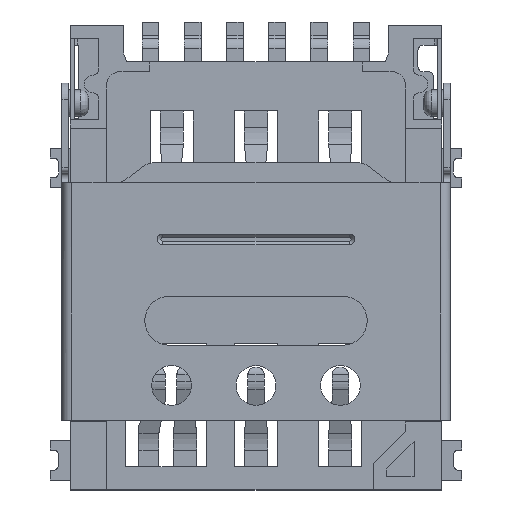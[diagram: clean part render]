
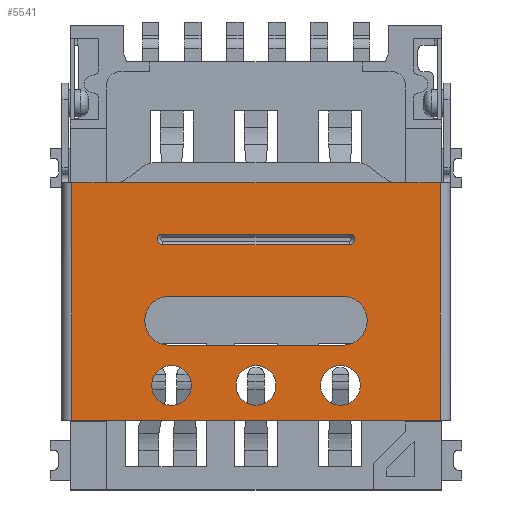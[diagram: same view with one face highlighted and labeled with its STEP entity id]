
A CAD part, top view. The second image highlights one B-rep face of the part: STEP entity #5541.
In plain terms, the highlighted planar face has unit normal (0, 0, 1).
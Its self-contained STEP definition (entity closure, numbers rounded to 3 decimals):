
#4338 = VERTEX_POINT('',#4339);
#4339 = CARTESIAN_POINT('',(-5.55,-4.9,1.4));
#4346 = EDGE_CURVE('',#4347,#4338,#4349,.T.);
#4347 = VERTEX_POINT('',#4348);
#4348 = CARTESIAN_POINT('',(5.55,-4.9,1.4));
#4349 = LINE('',#4350,#4351);
#4350 = CARTESIAN_POINT('',(5.55,-4.9,1.4));
#4351 = VECTOR('',#4352,1.);
#4352 = DIRECTION('',(-1.,0.,0.));
#4771 = EDGE_CURVE('',#4338,#4772,#4774,.T.);
#4772 = VERTEX_POINT('',#4773);
#4773 = CARTESIAN_POINT('',(-5.55,2.255,1.4));
#4774 = LINE('',#4775,#4776);
#4775 = CARTESIAN_POINT('',(-5.55,-4.9,1.4));
#4776 = VECTOR('',#4777,1.);
#4777 = DIRECTION('',(0.,1.,0.));
#5522 = VERTEX_POINT('',#5523);
#5523 = CARTESIAN_POINT('',(5.55,2.255,1.4));
#5530 = EDGE_CURVE('',#4347,#5522,#5531,.T.);
#5531 = LINE('',#5532,#5533);
#5532 = CARTESIAN_POINT('',(5.55,-4.9,1.4));
#5533 = VECTOR('',#5534,1.);
#5534 = DIRECTION('',(0.,1.,0.));
#5541 = ADVANCED_FACE('',(#5542,#5601,#5637,#5648,#5659,#5695),#5706,.T.
  );
#5542 = FACE_BOUND('',#5543,.T.);
#5543 = EDGE_LOOP('',(#5544,#5545,#5553,#5561,#5569,#5577,#5585,#5593,
    #5599,#5600));
#5544 = ORIENTED_EDGE('',*,*,#5530,.T.);
#5545 = ORIENTED_EDGE('',*,*,#5546,.T.);
#5546 = EDGE_CURVE('',#5522,#5547,#5549,.T.);
#5547 = VERTEX_POINT('',#5548);
#5548 = CARTESIAN_POINT('',(4.85,2.255,1.4));
#5549 = LINE('',#5550,#5551);
#5550 = CARTESIAN_POINT('',(5.55,2.255,1.4));
#5551 = VECTOR('',#5552,1.);
#5552 = DIRECTION('',(-1.,0.,0.));
#5553 = ORIENTED_EDGE('',*,*,#5554,.T.);
#5554 = EDGE_CURVE('',#5547,#5555,#5557,.T.);
#5555 = VERTEX_POINT('',#5556);
#5556 = CARTESIAN_POINT('',(4.5,2.255,1.4));
#5557 = LINE('',#5558,#5559);
#5558 = CARTESIAN_POINT('',(5.55,2.255,1.4));
#5559 = VECTOR('',#5560,1.);
#5560 = DIRECTION('',(-1.,0.,0.));
#5561 = ORIENTED_EDGE('',*,*,#5562,.T.);
#5562 = EDGE_CURVE('',#5555,#5563,#5565,.T.);
#5563 = VERTEX_POINT('',#5564);
#5564 = CARTESIAN_POINT('',(4.22,2.255,1.4));
#5565 = LINE('',#5566,#5567);
#5566 = CARTESIAN_POINT('',(4.5,2.255,1.4));
#5567 = VECTOR('',#5568,1.);
#5568 = DIRECTION('',(-1.,0.,0.));
#5569 = ORIENTED_EDGE('',*,*,#5570,.T.);
#5570 = EDGE_CURVE('',#5563,#5571,#5573,.T.);
#5571 = VERTEX_POINT('',#5572);
#5572 = CARTESIAN_POINT('',(-4.22,2.255,1.4));
#5573 = LINE('',#5574,#5575);
#5574 = CARTESIAN_POINT('',(4.5,2.255,1.4));
#5575 = VECTOR('',#5576,1.);
#5576 = DIRECTION('',(-1.,0.,0.));
#5577 = ORIENTED_EDGE('',*,*,#5578,.T.);
#5578 = EDGE_CURVE('',#5571,#5579,#5581,.T.);
#5579 = VERTEX_POINT('',#5580);
#5580 = CARTESIAN_POINT('',(-4.5,2.255,1.4));
#5581 = LINE('',#5582,#5583);
#5582 = CARTESIAN_POINT('',(4.5,2.255,1.4));
#5583 = VECTOR('',#5584,1.);
#5584 = DIRECTION('',(-1.,0.,0.));
#5585 = ORIENTED_EDGE('',*,*,#5586,.T.);
#5586 = EDGE_CURVE('',#5579,#5587,#5589,.T.);
#5587 = VERTEX_POINT('',#5588);
#5588 = CARTESIAN_POINT('',(-4.85,2.255,1.4));
#5589 = LINE('',#5590,#5591);
#5590 = CARTESIAN_POINT('',(5.55,2.255,1.4));
#5591 = VECTOR('',#5592,1.);
#5592 = DIRECTION('',(-1.,0.,0.));
#5593 = ORIENTED_EDGE('',*,*,#5594,.T.);
#5594 = EDGE_CURVE('',#5587,#4772,#5595,.T.);
#5595 = LINE('',#5596,#5597);
#5596 = CARTESIAN_POINT('',(5.55,2.255,1.4));
#5597 = VECTOR('',#5598,1.);
#5598 = DIRECTION('',(-1.,0.,0.));
#5599 = ORIENTED_EDGE('',*,*,#4771,.F.);
#5600 = ORIENTED_EDGE('',*,*,#4346,.F.);
#5601 = FACE_BOUND('',#5602,.T.);
#5602 = EDGE_LOOP('',(#5603,#5614,#5622,#5631));
#5603 = ORIENTED_EDGE('',*,*,#5604,.F.);
#5604 = EDGE_CURVE('',#5605,#5607,#5609,.T.);
#5605 = VERTEX_POINT('',#5606);
#5606 = CARTESIAN_POINT('',(-2.815,0.71,1.4));
#5607 = VERTEX_POINT('',#5608);
#5608 = CARTESIAN_POINT('',(-2.815,0.39,1.4));
#5609 = CIRCLE('',#5610,0.16);
#5610 = AXIS2_PLACEMENT_3D('',#5611,#5612,#5613);
#5611 = CARTESIAN_POINT('',(-2.815,0.55,1.4));
#5612 = DIRECTION('',(0.,0.,1.));
#5613 = DIRECTION('',(1.,0.,0.));
#5614 = ORIENTED_EDGE('',*,*,#5615,.F.);
#5615 = EDGE_CURVE('',#5616,#5605,#5618,.T.);
#5616 = VERTEX_POINT('',#5617);
#5617 = CARTESIAN_POINT('',(2.815,0.71,1.4));
#5618 = LINE('',#5619,#5620);
#5619 = CARTESIAN_POINT('',(2.815,0.71,1.4));
#5620 = VECTOR('',#5621,1.);
#5621 = DIRECTION('',(-1.,0.,0.));
#5622 = ORIENTED_EDGE('',*,*,#5623,.F.);
#5623 = EDGE_CURVE('',#5624,#5616,#5626,.T.);
#5624 = VERTEX_POINT('',#5625);
#5625 = CARTESIAN_POINT('',(2.815,0.39,1.4));
#5626 = CIRCLE('',#5627,0.16);
#5627 = AXIS2_PLACEMENT_3D('',#5628,#5629,#5630);
#5628 = CARTESIAN_POINT('',(2.815,0.55,1.4));
#5629 = DIRECTION('',(0.,0.,1.));
#5630 = DIRECTION('',(1.,0.,0.));
#5631 = ORIENTED_EDGE('',*,*,#5632,.F.);
#5632 = EDGE_CURVE('',#5607,#5624,#5633,.T.);
#5633 = LINE('',#5634,#5635);
#5634 = CARTESIAN_POINT('',(-2.815,0.39,1.4));
#5635 = VECTOR('',#5636,1.);
#5636 = DIRECTION('',(1.,0.,0.));
#5637 = FACE_BOUND('',#5638,.T.);
#5638 = EDGE_LOOP('',(#5639));
#5639 = ORIENTED_EDGE('',*,*,#5640,.F.);
#5640 = EDGE_CURVE('',#5641,#5641,#5643,.T.);
#5641 = VERTEX_POINT('',#5642);
#5642 = CARTESIAN_POINT('',(3.142,-3.85,1.4));
#5643 = CIRCLE('',#5644,0.6);
#5644 = AXIS2_PLACEMENT_3D('',#5645,#5646,#5647);
#5645 = CARTESIAN_POINT('',(2.542,-3.85,1.4));
#5646 = DIRECTION('',(-0.,0.,1.));
#5647 = DIRECTION('',(1.,0.,0.));
#5648 = FACE_BOUND('',#5649,.T.);
#5649 = EDGE_LOOP('',(#5650));
#5650 = ORIENTED_EDGE('',*,*,#5651,.F.);
#5651 = EDGE_CURVE('',#5652,#5652,#5654,.T.);
#5652 = VERTEX_POINT('',#5653);
#5653 = CARTESIAN_POINT('',(0.6,-3.85,1.4));
#5654 = CIRCLE('',#5655,0.6);
#5655 = AXIS2_PLACEMENT_3D('',#5656,#5657,#5658);
#5656 = CARTESIAN_POINT('',(0.,-3.85,1.4));
#5657 = DIRECTION('',(-0.,0.,1.));
#5658 = DIRECTION('',(1.,0.,0.));
#5659 = FACE_BOUND('',#5660,.T.);
#5660 = EDGE_LOOP('',(#5661,#5672,#5680,#5689));
#5661 = ORIENTED_EDGE('',*,*,#5662,.F.);
#5662 = EDGE_CURVE('',#5663,#5665,#5667,.T.);
#5663 = VERTEX_POINT('',#5664);
#5664 = CARTESIAN_POINT('',(-2.61,-1.16,1.4));
#5665 = VERTEX_POINT('',#5666);
#5666 = CARTESIAN_POINT('',(-2.61,-2.64,1.4));
#5667 = CIRCLE('',#5668,0.74);
#5668 = AXIS2_PLACEMENT_3D('',#5669,#5670,#5671);
#5669 = CARTESIAN_POINT('',(-2.61,-1.9,1.4));
#5670 = DIRECTION('',(-0.,0.,1.));
#5671 = DIRECTION('',(1.,0.,0.));
#5672 = ORIENTED_EDGE('',*,*,#5673,.F.);
#5673 = EDGE_CURVE('',#5674,#5663,#5676,.T.);
#5674 = VERTEX_POINT('',#5675);
#5675 = CARTESIAN_POINT('',(2.61,-1.16,1.4));
#5676 = LINE('',#5677,#5678);
#5677 = CARTESIAN_POINT('',(2.61,-1.16,1.4));
#5678 = VECTOR('',#5679,1.);
#5679 = DIRECTION('',(-1.,0.,0.));
#5680 = ORIENTED_EDGE('',*,*,#5681,.F.);
#5681 = EDGE_CURVE('',#5682,#5674,#5684,.T.);
#5682 = VERTEX_POINT('',#5683);
#5683 = CARTESIAN_POINT('',(2.61,-2.64,1.4));
#5684 = CIRCLE('',#5685,0.74);
#5685 = AXIS2_PLACEMENT_3D('',#5686,#5687,#5688);
#5686 = CARTESIAN_POINT('',(2.61,-1.9,1.4));
#5687 = DIRECTION('',(-0.,0.,1.));
#5688 = DIRECTION('',(1.,0.,0.));
#5689 = ORIENTED_EDGE('',*,*,#5690,.F.);
#5690 = EDGE_CURVE('',#5665,#5682,#5691,.T.);
#5691 = LINE('',#5692,#5693);
#5692 = CARTESIAN_POINT('',(-2.61,-2.64,1.4));
#5693 = VECTOR('',#5694,1.);
#5694 = DIRECTION('',(1.,0.,0.));
#5695 = FACE_BOUND('',#5696,.T.);
#5696 = EDGE_LOOP('',(#5697));
#5697 = ORIENTED_EDGE('',*,*,#5698,.F.);
#5698 = EDGE_CURVE('',#5699,#5699,#5701,.T.);
#5699 = VERTEX_POINT('',#5700);
#5700 = CARTESIAN_POINT('',(-1.942,-3.85,1.4));
#5701 = CIRCLE('',#5702,0.6);
#5702 = AXIS2_PLACEMENT_3D('',#5703,#5704,#5705);
#5703 = CARTESIAN_POINT('',(-2.542,-3.85,1.4));
#5704 = DIRECTION('',(-0.,0.,1.));
#5705 = DIRECTION('',(1.,0.,0.));
#5706 = PLANE('',#5707);
#5707 = AXIS2_PLACEMENT_3D('',#5708,#5709,#5710);
#5708 = CARTESIAN_POINT('',(5.55,-4.9,1.4));
#5709 = DIRECTION('',(0.,0.,1.));
#5710 = DIRECTION('',(-1.,0.,0.));
